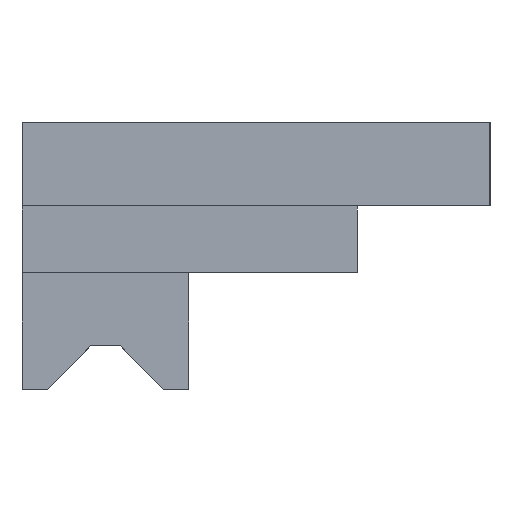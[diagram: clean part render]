
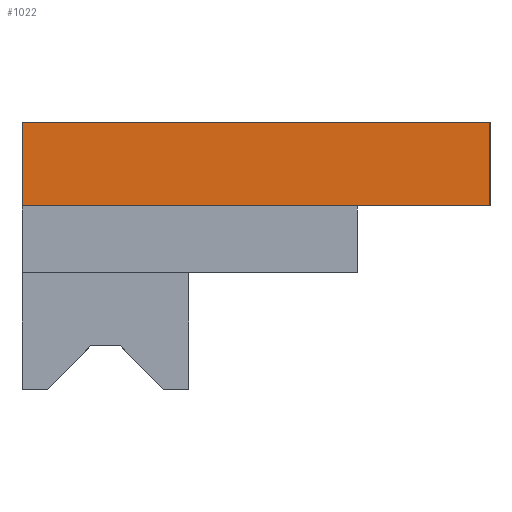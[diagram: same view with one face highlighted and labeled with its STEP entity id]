
A CAD part, left-side view. The second image highlights one B-rep face of the part: STEP entity #1022.
In plain terms, the highlighted planar face has unit normal (-1, 0, 0).
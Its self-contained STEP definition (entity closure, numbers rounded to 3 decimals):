
#532=CARTESIAN_POINT('',(7.94,-202.744,465.05));
#533=VERTEX_POINT('',#532);
#540=CARTESIAN_POINT('',(7.94,-202.744,470.05));
#541=VERTEX_POINT('',#540);
#542=CARTESIAN_POINT('',(7.94,-202.744,470.05));
#543=DIRECTION('',(0.,0.,-1.));
#544=VECTOR('',#543,5.);
#545=LINE('',#542,#544);
#546=EDGE_CURVE('',#541,#533,#545,.T.);
#724=CARTESIAN_POINT('',(7.94,-230.777,465.05));
#725=VERTEX_POINT('',#724);
#732=CARTESIAN_POINT('',(7.94,-222.839,465.05));
#733=VERTEX_POINT('',#732);
#734=CARTESIAN_POINT('',(7.94,-222.839,465.05));
#735=DIRECTION('',(-0.,-1.,-0.));
#736=VECTOR('',#735,7.938);
#737=LINE('',#734,#736);
#738=EDGE_CURVE('',#733,#725,#737,.T.);
#966=CARTESIAN_POINT('',(7.94,-230.777,470.05));
#967=VERTEX_POINT('',#966);
#968=CARTESIAN_POINT('',(7.94,-202.744,470.05));
#969=DIRECTION('',(-0.,-1.,-0.));
#970=VECTOR('',#969,28.033);
#971=LINE('',#968,#970);
#972=EDGE_CURVE('',#541,#967,#971,.T.);
#996=CARTESIAN_POINT('',(7.94,-230.777,470.05));
#997=DIRECTION('',(-0.,-0.,-1.));
#998=VECTOR('',#997,5.);
#999=LINE('',#996,#998);
#1000=EDGE_CURVE('',#967,#725,#999,.T.);
#1005=CARTESIAN_POINT('',(7.94,-230.748,90.208));
#1006=DIRECTION('',(1.,-0.,0.));
#1007=DIRECTION('',(0.,1.,0.));
#1008=AXIS2_PLACEMENT_3D('',#1005,#1006,#1007);
#1009=PLANE('',#1008);
#1010=ORIENTED_EDGE('',*,*,#1000,.F.);
#1011=ORIENTED_EDGE('',*,*,#972,.F.);
#1012=ORIENTED_EDGE('',*,*,#546,.T.);
#1013=CARTESIAN_POINT('',(7.94,-222.839,465.05));
#1014=DIRECTION('',(0.,1.,0.));
#1015=VECTOR('',#1014,20.095);
#1016=LINE('',#1013,#1015);
#1017=EDGE_CURVE('',#733,#533,#1016,.T.);
#1018=ORIENTED_EDGE('',*,*,#1017,.F.);
#1019=ORIENTED_EDGE('',*,*,#738,.T.);
#1020=EDGE_LOOP('',(#1010,#1011,#1012,#1018,#1019));
#1021=FACE_BOUND('',#1020,.T.);
#1022=ADVANCED_FACE('',(#1021),#1009,.F.);
